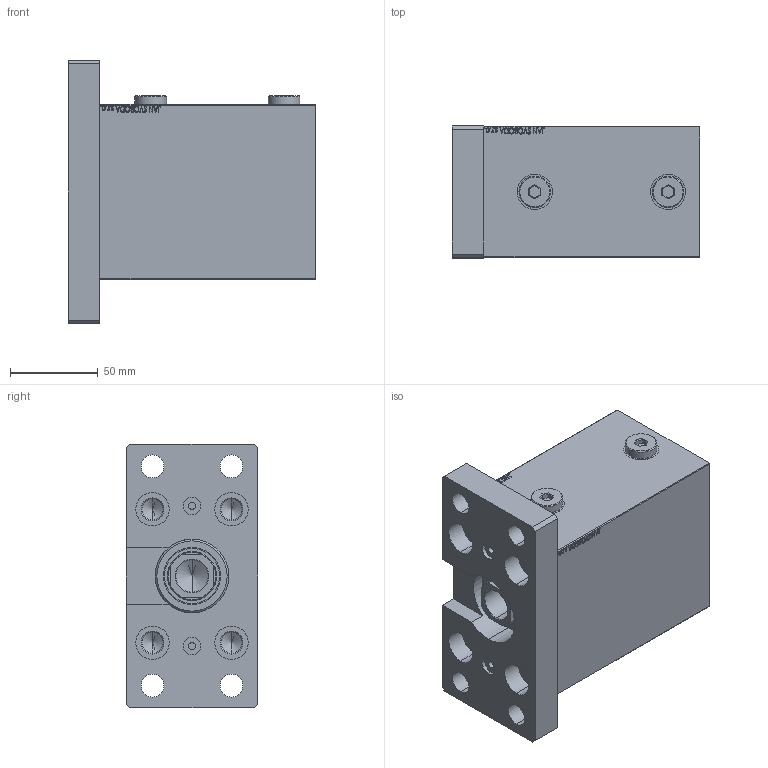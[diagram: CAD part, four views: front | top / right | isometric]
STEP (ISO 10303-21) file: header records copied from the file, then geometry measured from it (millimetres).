
FILE_DESCRIPTION (( 'STEP AP203' ), '1' );
FILE_NAME ('12f7.STEP', '2024-02-11T17:37:56', ( '' ), ( '' ), 'SwSTEP 2.0', 'SolidWorks 2019', '' );
FILE_SCHEMA (( 'CONFIG_CONTROL_DESIGN' ));
Length unit declared in the file: millimetre
Products named in the file (6): V450CM_VC_B 2c6f151bb8bc7630dae5a7a9c805334c; 12f7; Zatka_OIL_PORT 2c6f151bb8bc7630dae5a7a9c805334c; V450CM_B_VCP 2c6f151bb8bc7630dae5a7a9c805334c; V450CM_B_Body 2c6f151bb8bc7630dae5a7a9c805334c; FLANGE 2c6f151bb8bc7630dae5a7a9c805334c
Assembly tree (6 placements, depth 2):
  12f7
    V450CM_B_Body 2c6f151bb8bc7630dae5a7a9c805334c
    V450CM_B_VCP 2c6f151bb8bc7630dae5a7a9c805334c
    V450CM_VC_B 2c6f151bb8bc7630dae5a7a9c805334c
    FLANGE 2c6f151bb8bc7630dae5a7a9c805334c
    Zatka_OIL_PORT 2c6f151bb8bc7630dae5a7a9c805334c  x2
Bounding box: 141 x 75 x 150 mm (x, y, z)
Volume: 977025.6 mm3; surface area: 147552.6 mm2
Topology: 6 solids, 6 shells, 991 faces, 2518 edges, 1645 vertices
Faces by surface type: plane 455, bspline 380, cylinder 106, cone 50
Entity records: 47536 total; most frequent: CARTESIAN_POINT 25818, ORIENTED_EDGE 4920, DIRECTION 3122, EDGE_CURVE 2460, VERTEX_POINT 1621, VECTOR 1448, LINE 1448, EDGE_LOOP 1127
